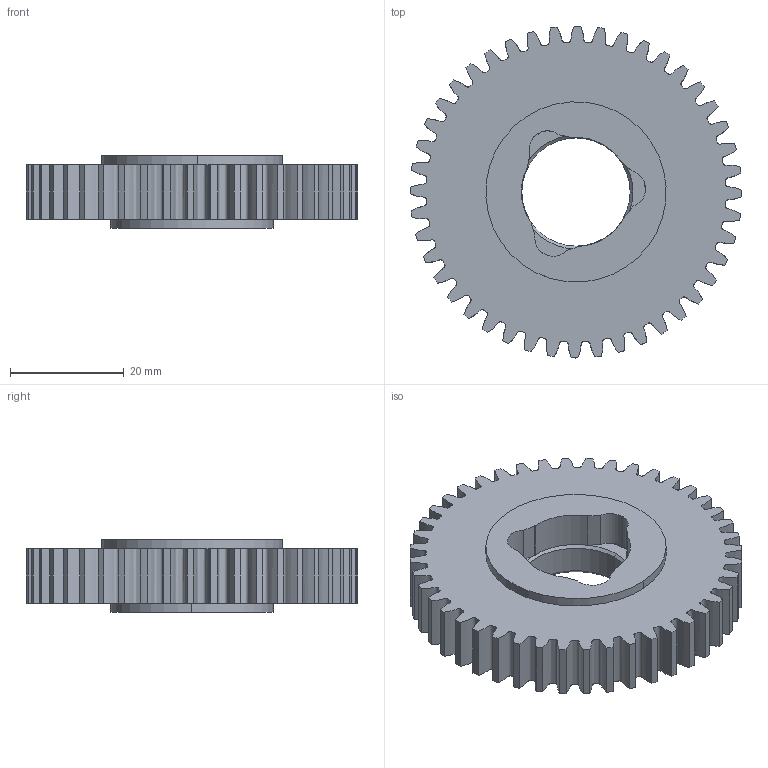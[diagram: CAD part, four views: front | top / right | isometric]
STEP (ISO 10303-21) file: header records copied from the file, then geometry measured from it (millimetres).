
FILE_DESCRIPTION (( 'STEP AP203' ), '1' );
FILE_NAME ('217-2709.20121204.STEP', '2012-12-05T03:15:06', ( 'svradm' ), ( 'Microsoft' ), 'SwSTEP 2.0', 'SolidWorks 2012', '' );
FILE_SCHEMA (( 'CONFIG_CONTROL_DESIGN' ));
Length unit declared in the file: inch
Products named in the file (1): 217-2709.20121204
Bounding box: 58.42 x 58.42 x 12.7 mm (x, y, z)
Volume: 22118.9 mm3; surface area: 10074.6 mm2
Topology: 2 solids, 2 shells, 127 faces, 352 edges, 232 vertices
Faces by surface type: cylinder 62, bspline 44, plane 13, cone 8
Entity records: 18347 total; most frequent: CARTESIAN_POINT 15188, ORIENTED_EDGE 704, DIRECTION 564, EDGE_CURVE 352, VERTEX_POINT 232, AXIS2_PLACEMENT_3D 216, EDGE_LOOP 134, VECTOR 132
